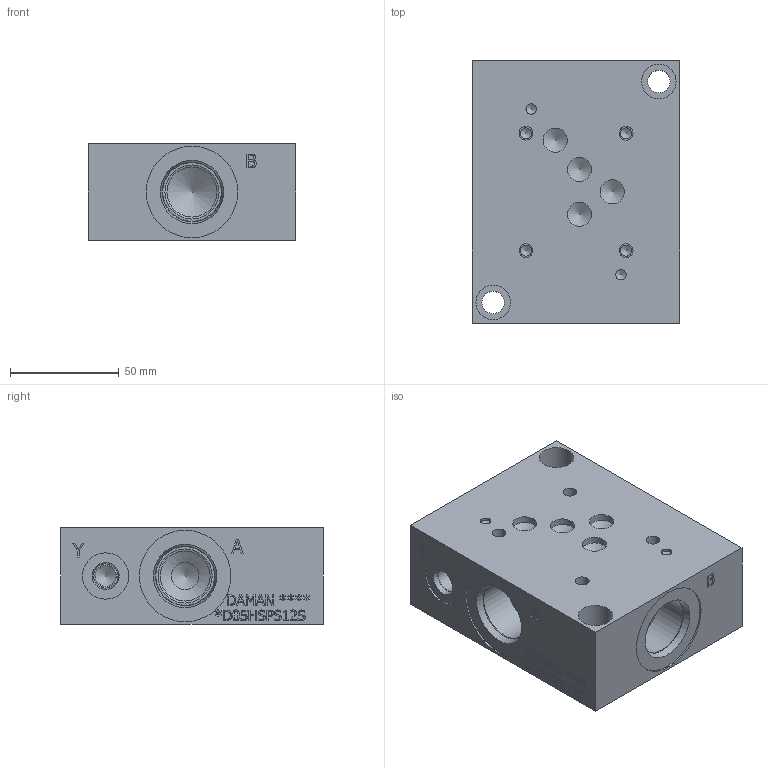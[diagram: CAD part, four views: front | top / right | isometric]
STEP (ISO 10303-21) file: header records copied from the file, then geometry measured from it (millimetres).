
FILE_DESCRIPTION(/* description */ (''),/* implementation_level */ '2;1');
FILE_NAME(/* name */ '_D05HSPS12S.stp',/* time_stamp */ '2022-07-15T15:05:29-04:00',/* author */ ('trevorh'),/* organization */ (''),/* preprocessor_version */ 'ST-DEVELOPER v18',/* originating_system */ 'Autodesk Inventor 2020',/* authorisation */ '');
FILE_SCHEMA (('CONFIG_CONTROL_DESIGN'));
Length unit declared in the file: millimetre
Products named in the file (1): Part_AD05HSPS12S_3D
Bounding box: 95.25 x 120.65 x 44.45 mm (x, y, z)
Volume: 420616 mm3; surface area: 58859.5 mm2
Topology: 1 solids, 1 shells, 533 faces, 1464 edges, 987 vertices
Faces by surface type: plane 320, bspline 131, cylinder 47, cone 35
Full cylindrical faces by diameter (mm): 4.775 x2, 5.105 x4, 6.35 x4, 9.525 x2, 9.881 x2, 10.312 x2, 11.113 x2, 11.125 x4, 12.7 x1, 15.875 x2, 21.285 x2, 23.012 x4, 24.917 x4, 26.99 x4, 27.432 x4, 42.037 x4
Entity records: 17958 total; most frequent: CARTESIAN_POINT 4672, ORIENTED_EDGE 2896, DIRECTION 2173, EDGE_CURVE 1448, LINE 1005, VECTOR 1005, VERTEX_POINT 987, EDGE_LOOP 607
